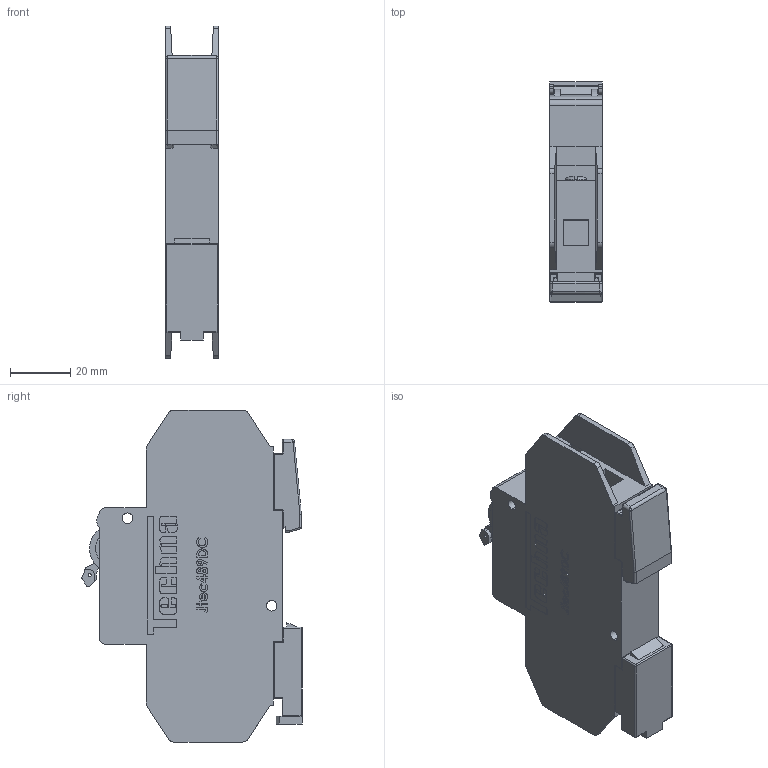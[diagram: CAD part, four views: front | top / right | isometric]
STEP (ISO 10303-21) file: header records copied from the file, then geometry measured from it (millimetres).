
FILE_DESCRIPTION (( 'STEP AP214' ), '1' );
FILE_NAME ('Jtec489DC 1 Pole-W.STEP', '2020-05-27T13:22:14', ( '' ), ( '' ), 'SwSTEP 2.0', 'SolidWorks 2020', '' );
FILE_SCHEMA (( 'AUTOMOTIVE_DESIGN' ));
Length unit declared in the file: millimetre
Products named in the file (5): Techna Jtec 489; Jtec489DC 1 Pole-W; JTEC 489_Techna Logo; Foot 1; Foot 2
Assembly tree (4 placements, depth 3):
  Jtec489DC 1 Pole-W
    Techna Jtec 489
      JTEC 489_Techna Logo
      Foot 1
      Foot 2
Bounding box: 17.66 x 73.04 x 110 mm (x, y, z)
Volume: 85026.3 mm3; surface area: 24327 mm2
Topology: 3 solids, 3 shells, 1104 faces, 2934 edges, 1889 vertices
Faces by surface type: plane 564, cylinder 319, bspline 184, torus 24, sphere 13
Entity records: 52093 total; most frequent: CARTESIAN_POINT 16765, ORIENTED_EDGE 5824, DIRECTION 4979, EDGE_CURVE 2912, LINE 1897, VECTOR 1897, VERTEX_POINT 1889, AXIS2_PLACEMENT_3D 1541
